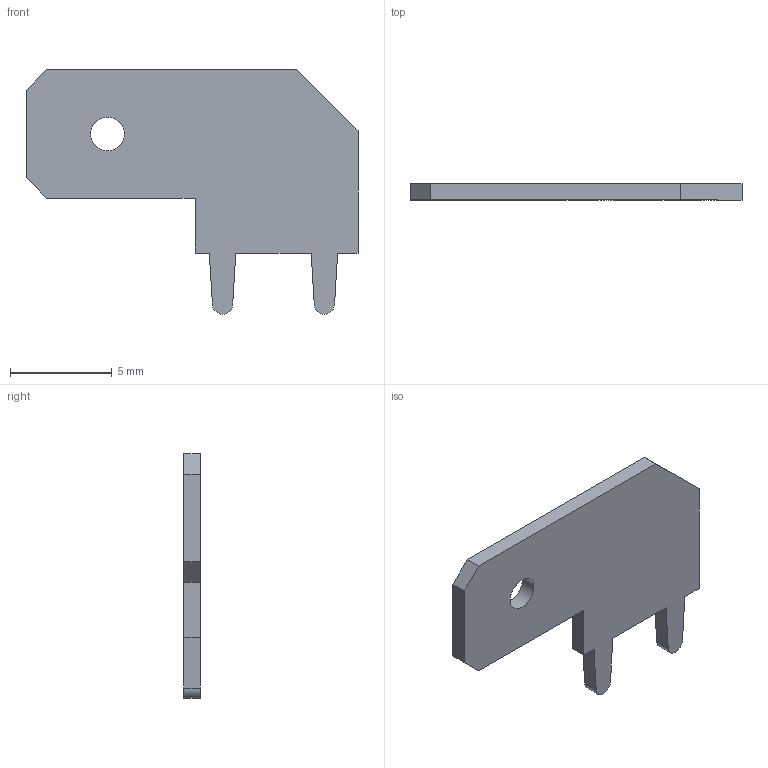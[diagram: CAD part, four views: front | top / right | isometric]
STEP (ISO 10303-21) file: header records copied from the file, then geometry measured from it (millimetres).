
FILE_DESCRIPTION(('FreeCAD Model'),'2;1');
FILE_NAME('Open CASCADE Shape Model','2021-01-31T17:18:33',( 'kicad StepUp'),('ksu MCAD'),'Open CASCADE STEP processor 7.4', 'FreeCAD','Unknown');
FILE_SCHEMA(('AUTOMOTIVE_DESIGN { 1 0 10303 214 1 1 1 1 }'));
Length unit declared in the file: millimetre
Products named in the file (1): FastON_6.3mm_PCBmount_RightAngle_Ninigi_FS1574
Bounding box: 16.3 x 0.8 x 12 mm (x, y, z)
Volume: 98.5 mm3; surface area: 297.1 mm2
Topology: 1 solids, 1 shells, 20 faces, 54 edges, 36 vertices
Faces by surface type: plane 17, cylinder 3
Full cylindrical faces by diameter (mm): 1.65 x1
Entity records: 650 total; most frequent: CARTESIAN_POINT 111, ORIENTED_EDGE 108, DIRECTION 102, EDGE_CURVE 54, LINE 48, VECTOR 48, VERTEX_POINT 36, AXIS2_PLACEMENT_3D 27
